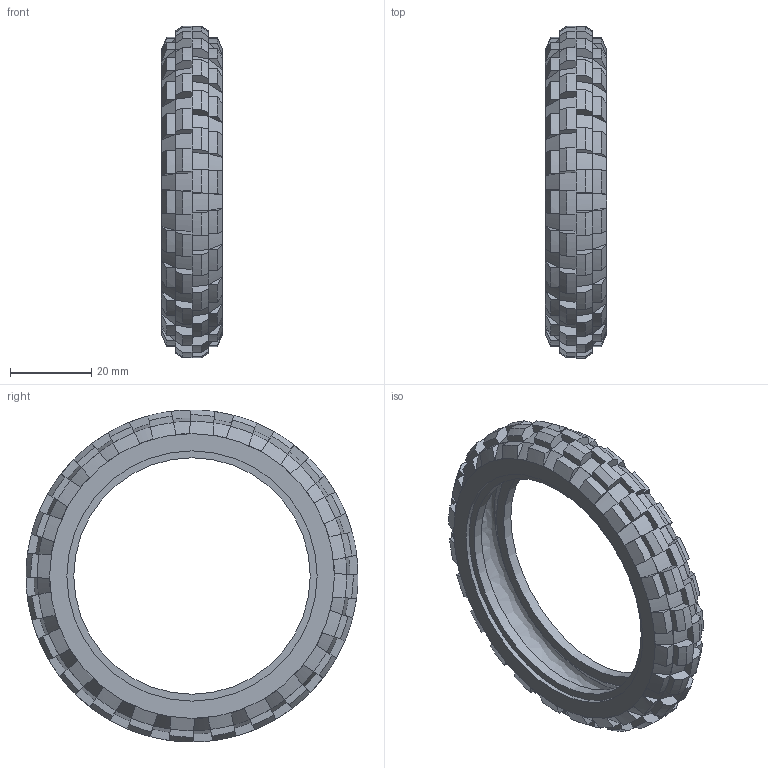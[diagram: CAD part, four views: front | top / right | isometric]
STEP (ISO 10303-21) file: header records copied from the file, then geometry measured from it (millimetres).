
FILE_DESCRIPTION((''),'2;1');
FILE_NAME('Tire 2902 81.6x15.stp','2015-06-22T12:30:06',('RChave01'),(''),'Autodesk Inventor 11','Autodesk Inventor 11','');
FILE_SCHEMA(('AUTOMOTIVE_DESIGN { 1 0 10303 214 1 1 1 1 }'));
Length unit declared in the file: millimetre
Products named in the file (1): Tire 2902 81.6x15
Bounding box: 15 x 81.6 x 81.6 mm (x, y, z)
Volume: 14153.5 mm3; surface area: 15641.2 mm2
Topology: 1 solids, 1 shells, 743 faces, 2152 edges, 1417 vertices
Faces by surface type: plane 485, bspline 130, cone 123, cylinder 5
Full cylindrical faces by diameter (mm): 58.1 x1, 61.5 x1, 75.995 x1, 75.999 x1, 81.6 x1
Entity records: 28158 total; most frequent: CARTESIAN_POINT 10700, ORIENTED_EDGE 4274, DIRECTION 3140, EDGE_CURVE 2137, VERTEX_POINT 1412, AXIS2_PLACEMENT_3D 1258, EDGE_LOOP 761, FACE_OUTER_BOUND 743
